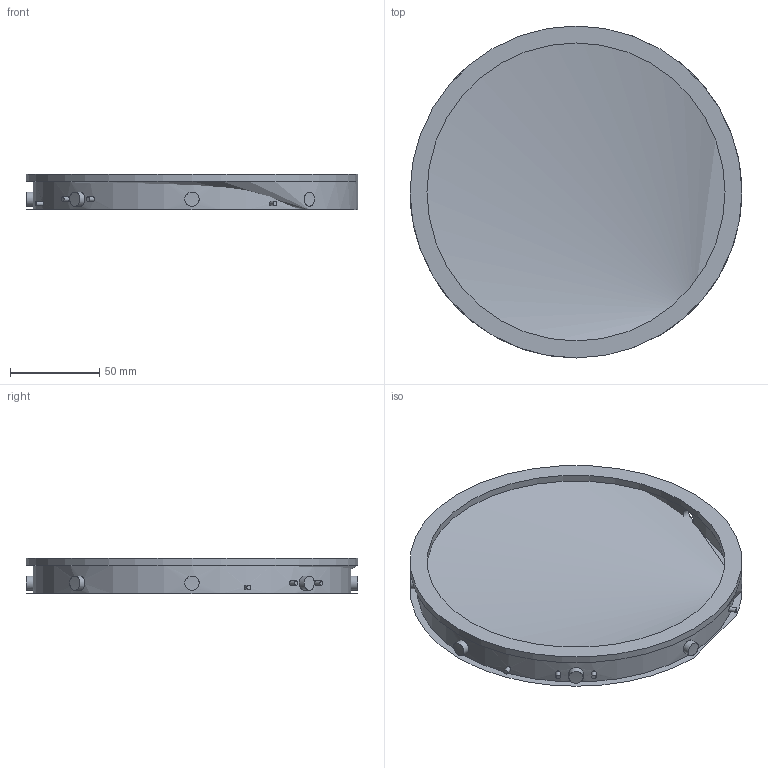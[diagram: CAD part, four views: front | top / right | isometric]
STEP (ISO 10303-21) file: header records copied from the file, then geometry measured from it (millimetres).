
FILE_DESCRIPTION(('FreeCAD Model'),'2;1');
FILE_NAME('Open CASCADE Shape Model','2022-05-19T18:14:22',('Author'),( ''),'Open CASCADE STEP processor 7.5','FreeCAD','Unknown');
FILE_SCHEMA(('AUTOMOTIVE_DESIGN { 1 0 10303 214 1 1 1 1 }'));
Length unit declared in the file: millimetre
Products named in the file (1): Body
Bounding box: 186 x 186 x 20 mm (x, y, z)
Surface area: 12548.5 mm2 (no closed solid volume)
Topology: 0 solids, 1 shells, 36 faces, 101 edges, 75 vertices
Faces by surface type: cylinder 33, plane 3
Full cylindrical faces by diameter (mm): 2.5 x7, 8 x8, 167 x1, 178 x1, 186 x1
Entity records: 8052 total; most frequent: CARTESIAN_POINT 6614, ORIENTED_EDGE 168, PCURVE 168, DEFINITIONAL_REPRESENTATION 168, DIRECTION 164, B_SPLINE_CURVE_WITH_KNOTS 138, EDGE_CURVE 84, LINE 81
